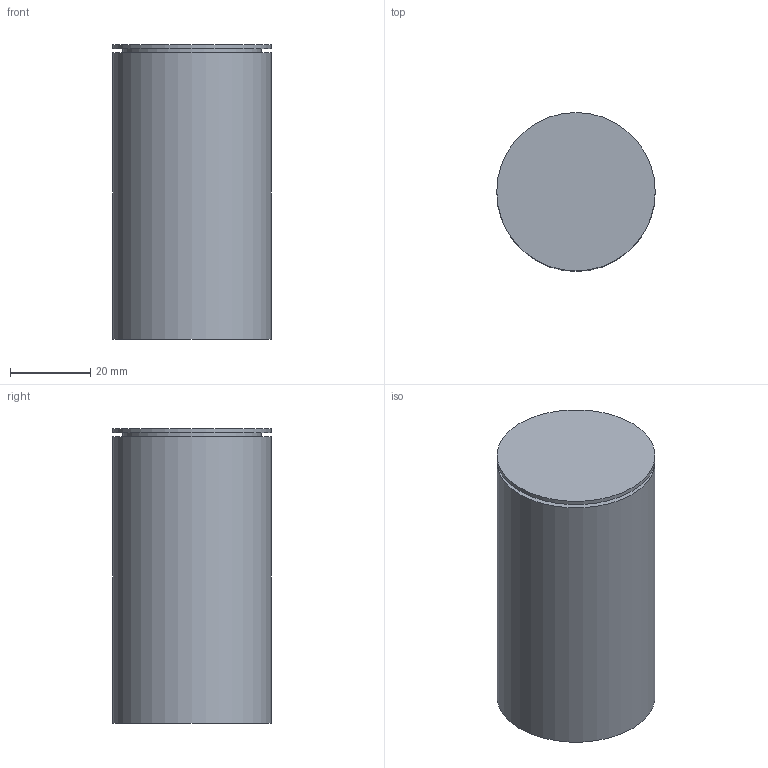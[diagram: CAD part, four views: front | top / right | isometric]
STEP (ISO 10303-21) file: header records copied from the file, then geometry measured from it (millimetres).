
FILE_DESCRIPTION(/* description */ ('This is a sample STEP configuration'),/* implementation_level */ '2;1');
FILE_NAME(/* name */ '636-01100xxxxxxxx _Simple.ipt_Rev_00.stp',/* time_stamp */ '2022-05-09T09:14:17+02:00',/* author */ ('powerJobs'),/* organization */ ('coolOrange'),/* preprocessor_version */ 'ST-DEVELOPER v18.1',/* originating_system */ 'Autodesk Inventor 2020',/* authorisation */ '');
FILE_SCHEMA (('AUTOMOTIVE_DESIGN { 1 0 10303 214 3 1 1 }'));
Length unit declared in the file: millimetre
Products named in the file (1): ENG000026001
Bounding box: 39.5 x 39.5 x 73.5 mm (x, y, z)
Volume: 69915.6 mm3; surface area: 17882.6 mm2
Topology: 1 solids, 1 shells, 14 faces, 44 edges, 37 vertices
Faces by surface type: plane 7, cylinder 5, cone 2
Full cylindrical faces by diameter (mm): 23.8 x1, 34.5 x1, 35.5 x1, 39.5 x2
Entity records: 584 total; most frequent: DIRECTION 109, CARTESIAN_POINT 95, ORIENTED_EDGE 86, AXIS2_PLACEMENT_3D 51, EDGE_CURVE 43, VERTEX_POINT 37, CIRCLE 36, EDGE_LOOP 20
